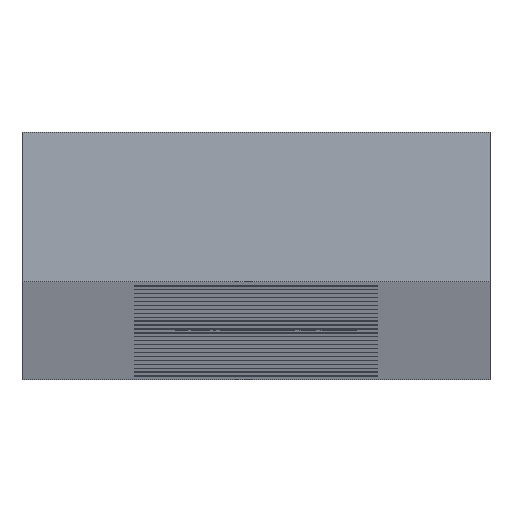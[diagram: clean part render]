
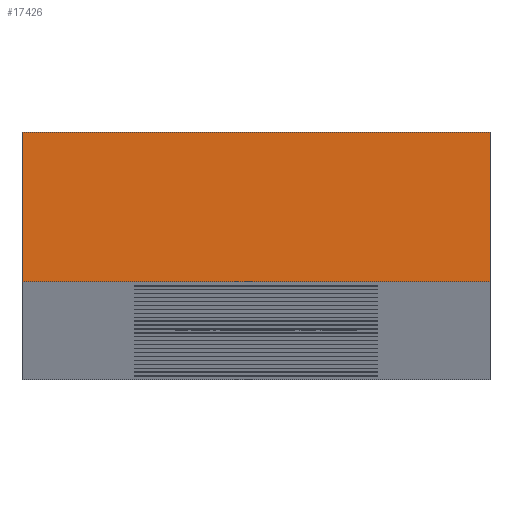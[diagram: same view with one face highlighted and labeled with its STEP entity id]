
A CAD part, top view. The second image highlights one B-rep face of the part: STEP entity #17426.
In plain terms, the highlighted planar face has unit normal (0, 0, 1).
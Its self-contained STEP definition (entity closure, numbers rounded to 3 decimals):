
#870 = CARTESIAN_POINT ( 'NONE',  ( 12.5, 4., 1500. ) ) ;
#951 = ORIENTED_EDGE ( 'NONE', *, *, #14962, .T. ) ;
#1222 = VERTEX_POINT ( 'NONE', #870 ) ;
#1449 = EDGE_CURVE ( 'NONE', #1222, #14579, #13312, .T. ) ;
#1590 = ORIENTED_EDGE ( 'NONE', *, *, #10520, .T. ) ;
#2548 = VECTOR ( 'NONE', #14958, 1000. ) ;
#3102 = DIRECTION ( 'NONE',  ( 0., 0., -1. ) ) ;
#3584 = ORIENTED_EDGE ( 'NONE', *, *, #1449, .F. ) ;
#3720 = VECTOR ( 'NONE', #13630, 1000. ) ;
#6588 = VERTEX_POINT ( 'NONE', #13962 ) ;
#6710 = DIRECTION ( 'NONE',  ( 1., 0., 0. ) ) ;
#7042 = FACE_OUTER_BOUND ( 'NONE', #14615, .T. ) ;
#7533 = ORIENTED_EDGE ( 'NONE', *, *, #11812, .F. ) ;
#8689 = PLANE ( 'NONE',  #11410 ) ;
#9192 = DIRECTION ( 'NONE',  ( -1., 0., 0. ) ) ;
#10520 = EDGE_CURVE ( 'NONE', #17245, #6588, #15018, .T. ) ;
#10681 = DIRECTION ( 'NONE',  ( 0., -1., 0. ) ) ;
#11348 = LINE ( 'NONE', #16467, #3720 ) ;
#11410 = AXIS2_PLACEMENT_3D ( 'NONE', #16926, #3102, #9192 ) ;
#11728 = CARTESIAN_POINT ( 'NONE',  ( 12.5, 4., 1500. ) ) ;
#11812 = EDGE_CURVE ( 'NONE', #17245, #1222, #12829, .T. ) ;
#11841 = CARTESIAN_POINT ( 'NONE',  ( -12.5, 4., 1500. ) ) ;
#11903 = CARTESIAN_POINT ( 'NONE',  ( 12.5, 4., 1500. ) ) ;
#12633 = VECTOR ( 'NONE', #6710, 1000. ) ;
#12829 = LINE ( 'NONE', #11903, #12633 ) ;
#13312 = LINE ( 'NONE', #11728, #2548 ) ;
#13630 = DIRECTION ( 'NONE',  ( 1., 0., 0. ) ) ;
#13962 = CARTESIAN_POINT ( 'NONE',  ( -12.5, -4., 1500. ) ) ;
#14133 = CARTESIAN_POINT ( 'NONE',  ( 12.5, -4., 1500. ) ) ;
#14386 = VECTOR ( 'NONE', #10681, 1000. ) ;
#14579 = VERTEX_POINT ( 'NONE', #14133 ) ;
#14615 = EDGE_LOOP ( 'NONE', ( #951, #3584, #7533, #1590 ) ) ;
#14958 = DIRECTION ( 'NONE',  ( 0., -1., 0. ) ) ;
#14962 = EDGE_CURVE ( 'NONE', #6588, #14579, #11348, .T. ) ;
#15018 = LINE ( 'NONE', #11841, #14386 ) ;
#16467 = CARTESIAN_POINT ( 'NONE',  ( 12.5, -4., 1500. ) ) ;
#16510 = CARTESIAN_POINT ( 'NONE',  ( -12.5, 4., 1500. ) ) ;
#16926 = CARTESIAN_POINT ( 'NONE',  ( 12.5, 4., 1500. ) ) ;
#17245 = VERTEX_POINT ( 'NONE', #16510 ) ;
#17426 = ADVANCED_FACE ( 'NONE', ( #7042 ), #8689, .F. ) ;
